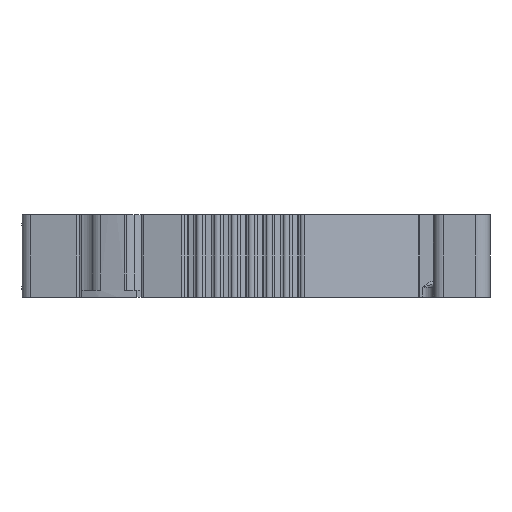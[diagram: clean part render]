
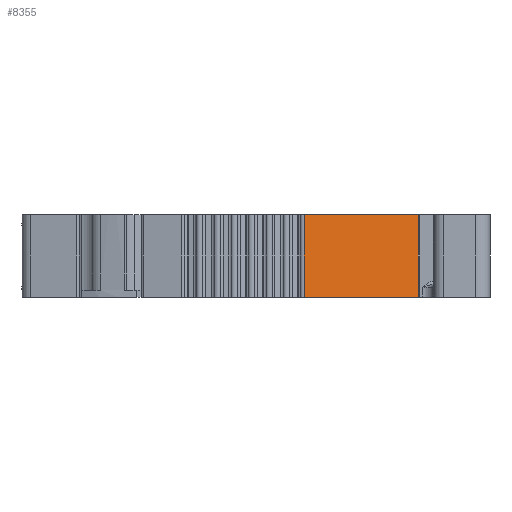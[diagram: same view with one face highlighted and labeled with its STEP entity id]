
A CAD part, left-side view. The second image highlights one B-rep face of the part: STEP entity #8355.
In plain terms, the highlighted planar face has unit normal (-0.976, -0.216, 0).
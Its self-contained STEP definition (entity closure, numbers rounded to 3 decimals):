
#632 = VERTEX_POINT ( 'NONE', #6242 ) ;
#663 = ORIENTED_EDGE ( 'NONE', *, *, #9297, .F. ) ;
#758 = DIRECTION ( 'NONE',  ( 0.216, -0.976, 0. ) ) ;
#1087 = CARTESIAN_POINT ( 'NONE',  ( 1911.308, 492.717, -8.9 ) ) ;
#1250 = LINE ( 'NONE', #3883, #6378 ) ;
#1667 = DIRECTION ( 'NONE',  ( 0.976, 0.216, 0. ) ) ;
#1692 = VERTEX_POINT ( 'NONE', #11030 ) ;
#1855 = LINE ( 'NONE', #10530, #9309 ) ;
#2302 = CARTESIAN_POINT ( 'NONE',  ( 1909.523, 500.767, -14.7 ) ) ;
#2412 = ORIENTED_EDGE ( 'NONE', *, *, #8213, .F. ) ;
#2768 = VECTOR ( 'NONE', #10004, 1000. ) ;
#2784 = DIRECTION ( 'NONE',  ( 0., 0., 1. ) ) ;
#3393 = FACE_OUTER_BOUND ( 'NONE', #7242, .T. ) ;
#3883 = CARTESIAN_POINT ( 'NONE',  ( 1911.308, 492.717, -8.9 ) ) ;
#4774 = VERTEX_POINT ( 'NONE', #1087 ) ;
#5165 = DIRECTION ( 'NONE',  ( -0.216, 0.976, 0. ) ) ;
#5681 = AXIS2_PLACEMENT_3D ( 'NONE', #6875, #1667, #5165 ) ;
#6018 = PLANE ( 'NONE',  #5681 ) ;
#6102 = EDGE_CURVE ( 'NONE', #4774, #1692, #1250, .T. ) ;
#6242 = CARTESIAN_POINT ( 'NONE',  ( 1909.523, 500.767, -8.9 ) ) ;
#6378 = VECTOR ( 'NONE', #7373, 1000. ) ;
#6875 = CARTESIAN_POINT ( 'NONE',  ( 1925.886, 426.959, -8.9 ) ) ;
#6935 = CARTESIAN_POINT ( 'NONE',  ( 1925.886, 426.959, -8.9 ) ) ;
#7242 = EDGE_LOOP ( 'NONE', ( #7773, #663, #9191, #2412 ) ) ;
#7373 = DIRECTION ( 'NONE',  ( 0., 0., -1. ) ) ;
#7526 = VECTOR ( 'NONE', #758, 1000. ) ;
#7747 = EDGE_CURVE ( 'NONE', #8615, #632, #1855, .T. ) ;
#7773 = ORIENTED_EDGE ( 'NONE', *, *, #6102, .F. ) ;
#8213 = EDGE_CURVE ( 'NONE', #1692, #8615, #8359, .T. ) ;
#8355 = ADVANCED_FACE ( 'NONE', ( #3393 ), #6018, .F. ) ;
#8359 = LINE ( 'NONE', #2302, #2768 ) ;
#8577 = CARTESIAN_POINT ( 'NONE',  ( 1909.523, 500.767, -14.7 ) ) ;
#8615 = VERTEX_POINT ( 'NONE', #8577 ) ;
#9191 = ORIENTED_EDGE ( 'NONE', *, *, #7747, .F. ) ;
#9297 = EDGE_CURVE ( 'NONE', #632, #4774, #9380, .T. ) ;
#9309 = VECTOR ( 'NONE', #2784, 1000. ) ;
#9380 = LINE ( 'NONE', #6935, #7526 ) ;
#10004 = DIRECTION ( 'NONE',  ( -0.216, 0.976, 0. ) ) ;
#10530 = CARTESIAN_POINT ( 'NONE',  ( 1909.523, 500.767, -29.6 ) ) ;
#11030 = CARTESIAN_POINT ( 'NONE',  ( 1911.308, 492.717, -14.7 ) ) ;
